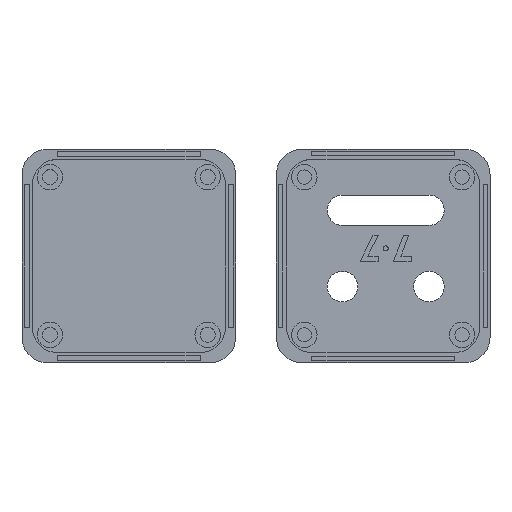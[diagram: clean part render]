
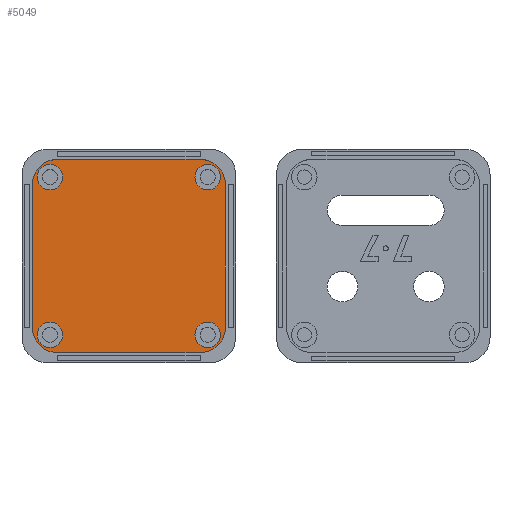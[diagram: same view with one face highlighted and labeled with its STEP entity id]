
A CAD part, top view. The second image highlights one B-rep face of the part: STEP entity #5049.
In plain terms, the highlighted planar face has unit normal (0, 0, 1).
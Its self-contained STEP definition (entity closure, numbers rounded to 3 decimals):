
#3985=CARTESIAN_POINT('',(40.,35.,2.));
#3986=VERTEX_POINT('',#3985);
#3993=CARTESIAN_POINT('',(40.,7.,2.));
#3994=VERTEX_POINT('',#3993);
#3995=CARTESIAN_POINT('',(40.,7.,2.));
#3996=DIRECTION('',(0.,1.,0.));
#3997=VECTOR('',#3996,28.);
#3998=LINE('',#3995,#3997);
#3999=EDGE_CURVE('',#3994,#3986,#3998,.T.);
#4127=CARTESIAN_POINT('',(35.,40.,2.));
#4128=VERTEX_POINT('',#4127);
#4145=CARTESIAN_POINT('',(7.,40.,2.));
#4146=VERTEX_POINT('',#4145);
#4153=CARTESIAN_POINT('',(35.,40.,2.));
#4154=DIRECTION('',(-1.,0.,0.));
#4155=VECTOR('',#4154,28.);
#4156=LINE('',#4153,#4155);
#4157=EDGE_CURVE('',#4128,#4146,#4156,.T.);
#4275=CARTESIAN_POINT('',(2.,7.,2.));
#4276=VERTEX_POINT('',#4275);
#4283=CARTESIAN_POINT('',(2.,35.,2.));
#4284=VERTEX_POINT('',#4283);
#4285=CARTESIAN_POINT('',(2.,35.,2.));
#4286=DIRECTION('',(0.,-1.,0.));
#4287=VECTOR('',#4286,28.);
#4288=LINE('',#4285,#4287);
#4289=EDGE_CURVE('',#4284,#4276,#4288,.T.);
#4457=CARTESIAN_POINT('',(7.,2.,2.));
#4458=VERTEX_POINT('',#4457);
#4475=CARTESIAN_POINT('',(35.,2.,2.));
#4476=VERTEX_POINT('',#4475);
#4483=CARTESIAN_POINT('',(7.,2.,2.));
#4484=DIRECTION('',(1.,0.,-0.));
#4485=VECTOR('',#4484,28.);
#4486=LINE('',#4483,#4485);
#4487=EDGE_CURVE('',#4458,#4476,#4486,.T.);
#4930=CARTESIAN_POINT('',(0.,0.,2.));
#4931=DIRECTION('',(0.,0.,1.));
#4932=DIRECTION('',(1.,0.,0.));
#4933=AXIS2_PLACEMENT_3D('',#4930,#4931,#4932);
#4934=PLANE('',#4933);
#4935=CARTESIAN_POINT('',(3.,5.5,2.));
#4936=VERTEX_POINT('',#4935);
#4937=CARTESIAN_POINT('',(8.,5.5,2.));
#4938=VERTEX_POINT('',#4937);
#4939=CARTESIAN_POINT('',(5.5,5.5,2.));
#4940=DIRECTION('',(0.,0.,1.));
#4941=DIRECTION('',(1.,0.,-0.));
#4942=AXIS2_PLACEMENT_3D('',#4939,#4940,#4941);
#4943=CIRCLE('',#4942,2.5);
#4944=EDGE_CURVE('',#4936,#4938,#4943,.T.);
#4945=ORIENTED_EDGE('',*,*,#4944,.F.);
#4946=CARTESIAN_POINT('',(5.5,5.5,2.));
#4947=DIRECTION('',(0.,0.,1.));
#4948=DIRECTION('',(1.,0.,-0.));
#4949=AXIS2_PLACEMENT_3D('',#4946,#4947,#4948);
#4950=CIRCLE('',#4949,2.5);
#4951=EDGE_CURVE('',#4938,#4936,#4950,.T.);
#4952=ORIENTED_EDGE('',*,*,#4951,.F.);
#4953=EDGE_LOOP('',(#4945,#4952));
#4954=FACE_BOUND('',#4953,.T.);
#4955=CARTESIAN_POINT('',(34.,36.5,2.));
#4956=VERTEX_POINT('',#4955);
#4957=CARTESIAN_POINT('',(39.,36.5,2.));
#4958=VERTEX_POINT('',#4957);
#4959=CARTESIAN_POINT('',(36.5,36.5,2.));
#4960=DIRECTION('',(0.,0.,1.));
#4961=DIRECTION('',(1.,0.,-0.));
#4962=AXIS2_PLACEMENT_3D('',#4959,#4960,#4961);
#4963=CIRCLE('',#4962,2.5);
#4964=EDGE_CURVE('',#4956,#4958,#4963,.T.);
#4965=ORIENTED_EDGE('',*,*,#4964,.F.);
#4966=CARTESIAN_POINT('',(36.5,36.5,2.));
#4967=DIRECTION('',(0.,0.,1.));
#4968=DIRECTION('',(1.,0.,-0.));
#4969=AXIS2_PLACEMENT_3D('',#4966,#4967,#4968);
#4970=CIRCLE('',#4969,2.5);
#4971=EDGE_CURVE('',#4958,#4956,#4970,.T.);
#4972=ORIENTED_EDGE('',*,*,#4971,.F.);
#4973=EDGE_LOOP('',(#4965,#4972));
#4974=FACE_BOUND('',#4973,.T.);
#4975=CARTESIAN_POINT('',(34.,5.5,2.));
#4976=VERTEX_POINT('',#4975);
#4977=CARTESIAN_POINT('',(39.,5.5,2.));
#4978=VERTEX_POINT('',#4977);
#4979=CARTESIAN_POINT('',(36.5,5.5,2.));
#4980=DIRECTION('',(0.,0.,1.));
#4981=DIRECTION('',(1.,0.,-0.));
#4982=AXIS2_PLACEMENT_3D('',#4979,#4980,#4981);
#4983=CIRCLE('',#4982,2.5);
#4984=EDGE_CURVE('',#4976,#4978,#4983,.T.);
#4985=ORIENTED_EDGE('',*,*,#4984,.F.);
#4986=CARTESIAN_POINT('',(36.5,5.5,2.));
#4987=DIRECTION('',(0.,0.,1.));
#4988=DIRECTION('',(1.,0.,-0.));
#4989=AXIS2_PLACEMENT_3D('',#4986,#4987,#4988);
#4990=CIRCLE('',#4989,2.5);
#4991=EDGE_CURVE('',#4978,#4976,#4990,.T.);
#4992=ORIENTED_EDGE('',*,*,#4991,.F.);
#4993=EDGE_LOOP('',(#4985,#4992));
#4994=FACE_BOUND('',#4993,.T.);
#4995=CARTESIAN_POINT('',(3.,36.5,2.));
#4996=VERTEX_POINT('',#4995);
#4997=CARTESIAN_POINT('',(8.,36.5,2.));
#4998=VERTEX_POINT('',#4997);
#4999=CARTESIAN_POINT('',(5.5,36.5,2.));
#5000=DIRECTION('',(0.,0.,1.));
#5001=DIRECTION('',(1.,0.,-0.));
#5002=AXIS2_PLACEMENT_3D('',#4999,#5000,#5001);
#5003=CIRCLE('',#5002,2.5);
#5004=EDGE_CURVE('',#4996,#4998,#5003,.T.);
#5005=ORIENTED_EDGE('',*,*,#5004,.F.);
#5006=CARTESIAN_POINT('',(5.5,36.5,2.));
#5007=DIRECTION('',(0.,0.,1.));
#5008=DIRECTION('',(1.,0.,-0.));
#5009=AXIS2_PLACEMENT_3D('',#5006,#5007,#5008);
#5010=CIRCLE('',#5009,2.5);
#5011=EDGE_CURVE('',#4998,#4996,#5010,.T.);
#5012=ORIENTED_EDGE('',*,*,#5011,.F.);
#5013=EDGE_LOOP('',(#5005,#5012));
#5014=FACE_BOUND('',#5013,.T.);
#5015=ORIENTED_EDGE('',*,*,#4157,.T.);
#5016=CARTESIAN_POINT('',(7.,35.,2.));
#5017=DIRECTION('',(0.,0.,1.));
#5018=DIRECTION('',(1.,0.,-0.));
#5019=AXIS2_PLACEMENT_3D('',#5016,#5017,#5018);
#5020=CIRCLE('',#5019,5.);
#5021=EDGE_CURVE('',#4146,#4284,#5020,.T.);
#5022=ORIENTED_EDGE('',*,*,#5021,.T.);
#5023=ORIENTED_EDGE('',*,*,#4289,.T.);
#5024=CARTESIAN_POINT('',(7.,7.,2.));
#5025=DIRECTION('',(0.,0.,1.));
#5026=DIRECTION('',(1.,0.,-0.));
#5027=AXIS2_PLACEMENT_3D('',#5024,#5025,#5026);
#5028=CIRCLE('',#5027,5.);
#5029=EDGE_CURVE('',#4276,#4458,#5028,.T.);
#5030=ORIENTED_EDGE('',*,*,#5029,.T.);
#5031=ORIENTED_EDGE('',*,*,#4487,.T.);
#5032=CARTESIAN_POINT('',(35.,7.,2.));
#5033=DIRECTION('',(0.,0.,1.));
#5034=DIRECTION('',(1.,0.,-0.));
#5035=AXIS2_PLACEMENT_3D('',#5032,#5033,#5034);
#5036=CIRCLE('',#5035,5.);
#5037=EDGE_CURVE('',#4476,#3994,#5036,.T.);
#5038=ORIENTED_EDGE('',*,*,#5037,.T.);
#5039=ORIENTED_EDGE('',*,*,#3999,.T.);
#5040=CARTESIAN_POINT('',(35.,35.,2.));
#5041=DIRECTION('',(0.,0.,1.));
#5042=DIRECTION('',(1.,0.,-0.));
#5043=AXIS2_PLACEMENT_3D('',#5040,#5041,#5042);
#5044=CIRCLE('',#5043,5.);
#5045=EDGE_CURVE('',#3986,#4128,#5044,.T.);
#5046=ORIENTED_EDGE('',*,*,#5045,.T.);
#5047=EDGE_LOOP('',(#5015,#5022,#5023,#5030,#5031,#5038,#5039,#5046));
#5048=FACE_BOUND('',#5047,.T.);
#5049=ADVANCED_FACE('',(#4954,#4974,#4994,#5014,#5048),#4934,.T.);
